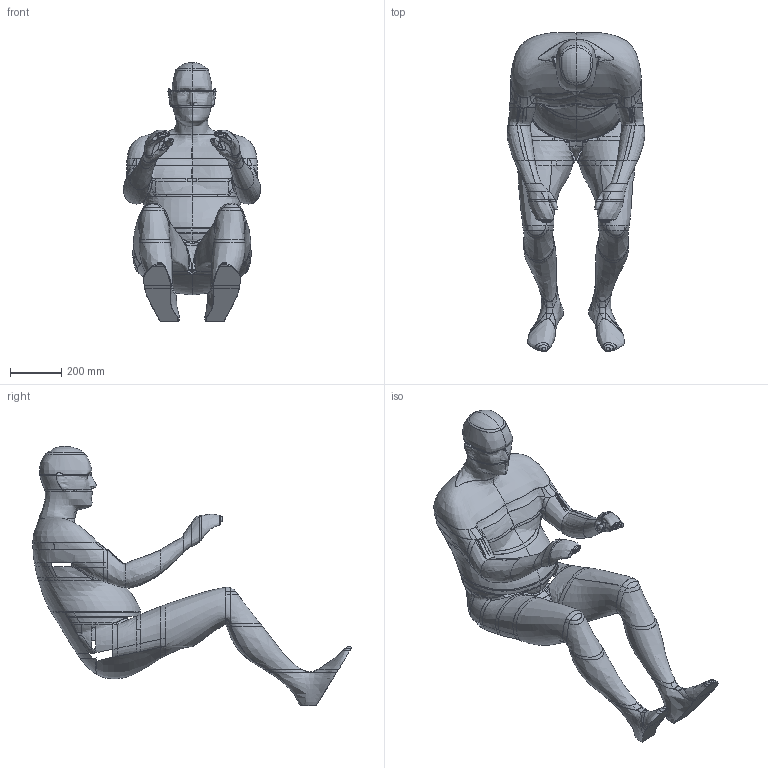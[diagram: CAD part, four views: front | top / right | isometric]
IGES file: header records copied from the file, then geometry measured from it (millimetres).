
Start section: Imageware IGES Translation
Global section: file name: 95male-skeleton-export-final.igs; native system: Imageware Surfacer 8.0; preprocessor: IGES PreProcessor 3.0; author: Joe User; organization: Imageware; date: 990309.223129; units: millimetre
Bounding box: 539.46 x 1249.07 x 1015.83 mm (x, y, z)
Surface area: 2213385.8 mm2 (no closed solid volume)
Topology: 0 solids, 0 shells, 356 faces, 1787 edges, 1856 vertices
Faces by surface type: bspline 356
